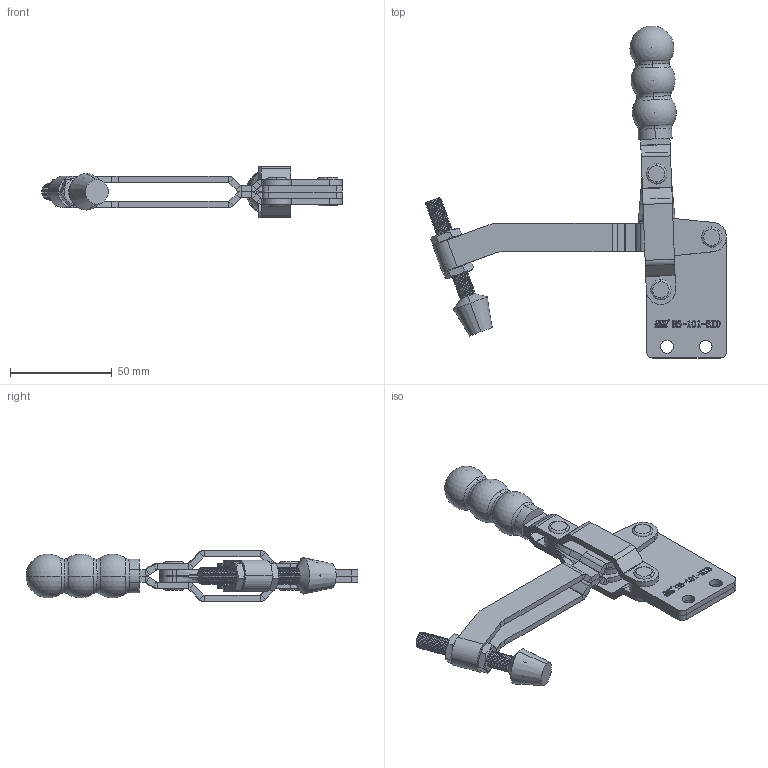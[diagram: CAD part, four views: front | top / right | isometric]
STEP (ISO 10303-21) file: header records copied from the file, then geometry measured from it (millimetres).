
FILE_DESCRIPTION (( 'STEP AP203' ), '1' );
FILE_NAME ('HS-101-EID 装配体.STEP', '2018-12-07T02:24:16', ( 'PCOS' ), ( '微软中国' ), 'SwSTEP 2.0', 'SolidWorks 2012', '' );
FILE_SCHEMA (( 'CONFIG_CONTROL_DESIGN' ));
Length unit declared in the file: millimetre
Products named in the file (10): HS-101-EID 蚾饜极; hexagon head bolts-full thread gb_GB_FASTENER_BOLT_STBAB A M8X55-S; hex thin nuts-grades ab-chamfered gb_GB_FASTENER_NUT_STNAB M8-N; 揤輸; 揤參; 种; 忒梟; 忒參; 蟀裝; 眻菁釱
Assembly tree (15 placements, depth 2):
  HS-101-EID 蚾饜极
    眻菁釱  x2
    蟀裝
    忒參
    忒梟  x2
    种  x4
    揤參
    揤輸
    hex thin nuts-grades ab-chamfered gb_GB_FASTENER_NUT_STNAB M8-N  x2
    hexagon head bolts-full thread gb_GB_FASTENER_BOLT_STBAB A M8X55-S
Bounding box: 147.81 x 163.1 x 25 mm (x, y, z)
Volume: 59499.5 mm3; surface area: 40857.7 mm2
Topology: 15 solids, 15 shells, 1606 faces, 3912 edges, 2398 vertices
Faces by surface type: plane 677, cylinder 332, cone 302, bspline 263, torus 26, sphere 6
Entity records: 37536 total; most frequent: CARTESIAN_POINT 11711, ORIENTED_EDGE 5158, DIRECTION 4979, EDGE_CURVE 2579, AXIS2_PLACEMENT_3D 1721, LINE 1537, VECTOR 1537, VERTEX_POINT 1529
